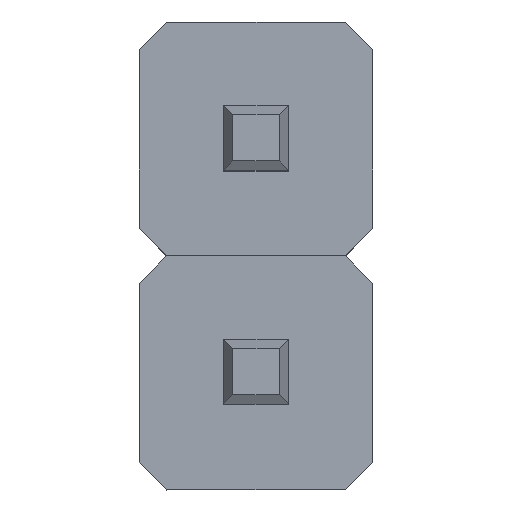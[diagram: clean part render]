
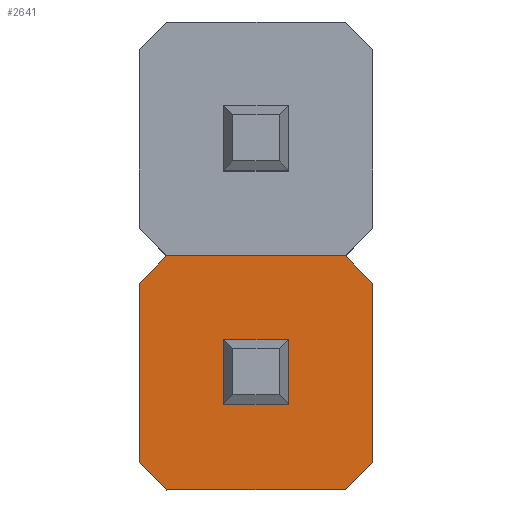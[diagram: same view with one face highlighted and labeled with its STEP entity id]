
A CAD part, top view. The second image highlights one B-rep face of the part: STEP entity #2641.
In plain terms, the highlighted planar face has unit normal (0, 0, 1).
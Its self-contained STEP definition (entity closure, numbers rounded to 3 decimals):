
#40 = DIRECTION ( 'NONE',  ( -0.707, 0.707, 0. ) ) ;
#57 = ORIENTED_EDGE ( 'NONE', *, *, #1672, .T. ) ;
#143 = EDGE_CURVE ( 'NONE', #1941, #3951, #3788, .T. ) ;
#332 = LINE ( 'NONE', #389, #3915 ) ;
#389 = CARTESIAN_POINT ( 'NONE',  ( -1.27, 0.97, 2.5 ) ) ;
#428 = CARTESIAN_POINT ( 'NONE',  ( -0.97, -1.27, 2.5 ) ) ;
#476 = ORIENTED_EDGE ( 'NONE', *, *, #5042, .F. ) ;
#576 = VECTOR ( 'NONE', #3304, 1000. ) ;
#595 = DIRECTION ( 'NONE',  ( -1., 0., 0. ) ) ;
#652 = DIRECTION ( 'NONE',  ( 0., -1., 0. ) ) ;
#731 = EDGE_CURVE ( 'NONE', #5601, #2926, #2551, .T. ) ;
#880 = VERTEX_POINT ( 'NONE', #2559 ) ;
#889 = CARTESIAN_POINT ( 'NONE',  ( -0.35, 0.35, 2.5 ) ) ;
#891 = CARTESIAN_POINT ( 'NONE',  ( 0.97, 1.27, 2.5 ) ) ;
#912 = CARTESIAN_POINT ( 'NONE',  ( 0.35, 0.35, 2.5 ) ) ;
#933 = FACE_OUTER_BOUND ( 'NONE', #4029, .T. ) ;
#992 = CARTESIAN_POINT ( 'NONE',  ( -0.97, 1.27, 2.5 ) ) ;
#1114 = EDGE_CURVE ( 'NONE', #3154, #2367, #3293, .T. ) ;
#1124 = VERTEX_POINT ( 'NONE', #891 ) ;
#1155 = PLANE ( 'NONE',  #4301 ) ;
#1182 = CARTESIAN_POINT ( 'NONE',  ( 0.35, -0.35, 2.5 ) ) ;
#1198 = CARTESIAN_POINT ( 'NONE',  ( -1.27, -0.97, 2.5 ) ) ;
#1322 = CARTESIAN_POINT ( 'NONE',  ( 0., 0., 2.5 ) ) ;
#1372 = LINE ( 'NONE', #1198, #2465 ) ;
#1381 = DIRECTION ( 'NONE',  ( 0., 1., 0. ) ) ;
#1391 = CARTESIAN_POINT ( 'NONE',  ( -0.35, 0.35, 2.5 ) ) ;
#1428 = VECTOR ( 'NONE', #1381, 1000. ) ;
#1484 = ORIENTED_EDGE ( 'NONE', *, *, #1114, .T. ) ;
#1672 = EDGE_CURVE ( 'NONE', #2926, #3154, #3068, .T. ) ;
#1725 = VECTOR ( 'NONE', #3650, 1000. ) ;
#1750 = ORIENTED_EDGE ( 'NONE', *, *, #4619, .T. ) ;
#1760 = EDGE_CURVE ( 'NONE', #3236, #5308, #1903, .T. ) ;
#1772 = DIRECTION ( 'NONE',  ( 1., 0., 0. ) ) ;
#1796 = LINE ( 'NONE', #1391, #576 ) ;
#1903 = LINE ( 'NONE', #4347, #3139 ) ;
#1914 = ORIENTED_EDGE ( 'NONE', *, *, #3137, .T. ) ;
#1941 = VERTEX_POINT ( 'NONE', #1182 ) ;
#2027 = FACE_BOUND ( 'NONE', #5170, .T. ) ;
#2053 = ORIENTED_EDGE ( 'NONE', *, *, #1760, .T. ) ;
#2367 = VERTEX_POINT ( 'NONE', #3490 ) ;
#2465 = VECTOR ( 'NONE', #4888, 1000. ) ;
#2474 = VECTOR ( 'NONE', #40, 1000. ) ;
#2540 = ORIENTED_EDGE ( 'NONE', *, *, #731, .T. ) ;
#2551 = LINE ( 'NONE', #2574, #3060 ) ;
#2556 = VECTOR ( 'NONE', #595, 1000. ) ;
#2559 = CARTESIAN_POINT ( 'NONE',  ( -0.35, 0.35, 2.5 ) ) ;
#2574 = CARTESIAN_POINT ( 'NONE',  ( 0., -1.27, 2.5 ) ) ;
#2637 = CARTESIAN_POINT ( 'NONE',  ( -0.35, -0.35, 2.5 ) ) ;
#2641 = ADVANCED_FACE ( 'NONE', ( #2027, #933 ), #1155, .T. ) ;
#2656 = EDGE_CURVE ( 'NONE', #4688, #3236, #332, .T. ) ;
#2666 = LINE ( 'NONE', #912, #1428 ) ;
#2729 = CARTESIAN_POINT ( 'NONE',  ( 1.27, 0., 2.5 ) ) ;
#2828 = EDGE_CURVE ( 'NONE', #1124, #4688, #4690, .T. ) ;
#2902 = CARTESIAN_POINT ( 'NONE',  ( 0.97, -1.27, 2.5 ) ) ;
#2918 = VERTEX_POINT ( 'NONE', #3270 ) ;
#2926 = VERTEX_POINT ( 'NONE', #3764 ) ;
#2976 = LINE ( 'NONE', #889, #1725 ) ;
#3060 = VECTOR ( 'NONE', #5785, 1000. ) ;
#3068 = LINE ( 'NONE', #2902, #5489 ) ;
#3137 = EDGE_CURVE ( 'NONE', #5308, #5601, #1372, .T. ) ;
#3139 = VECTOR ( 'NONE', #652, 1000. ) ;
#3154 = VERTEX_POINT ( 'NONE', #5796 ) ;
#3169 = ORIENTED_EDGE ( 'NONE', *, *, #5570, .F. ) ;
#3236 = VERTEX_POINT ( 'NONE', #3996 ) ;
#3270 = CARTESIAN_POINT ( 'NONE',  ( 0.35, 0.35, 2.5 ) ) ;
#3291 = CARTESIAN_POINT ( 'NONE',  ( 0.97, 1.27, 2.5 ) ) ;
#3293 = LINE ( 'NONE', #2729, #5725 ) ;
#3304 = DIRECTION ( 'NONE',  ( -1., 0., 0. ) ) ;
#3381 = ORIENTED_EDGE ( 'NONE', *, *, #2656, .T. ) ;
#3476 = VECTOR ( 'NONE', #4146, 1000. ) ;
#3490 = CARTESIAN_POINT ( 'NONE',  ( 1.27, 0.97, 2.5 ) ) ;
#3552 = LINE ( 'NONE', #3291, #2474 ) ;
#3650 = DIRECTION ( 'NONE',  ( 0., -1., 0. ) ) ;
#3764 = CARTESIAN_POINT ( 'NONE',  ( 0.97, -1.27, 2.5 ) ) ;
#3788 = LINE ( 'NONE', #5163, #2556 ) ;
#3915 = VECTOR ( 'NONE', #5447, 1000. ) ;
#3951 = VERTEX_POINT ( 'NONE', #2637 ) ;
#3996 = CARTESIAN_POINT ( 'NONE',  ( -1.27, 0.97, 2.5 ) ) ;
#4029 = EDGE_LOOP ( 'NONE', ( #1914, #2540, #57, #1484, #1750, #5449, #3381, #2053 ) ) ;
#4118 = EDGE_CURVE ( 'NONE', #1941, #2918, #2666, .T. ) ;
#4146 = DIRECTION ( 'NONE',  ( -1., 0., 0. ) ) ;
#4301 = AXIS2_PLACEMENT_3D ( 'NONE', #1322, #4542, #1772 ) ;
#4347 = CARTESIAN_POINT ( 'NONE',  ( -1.27, 0., 2.5 ) ) ;
#4450 = ORIENTED_EDGE ( 'NONE', *, *, #4118, .F. ) ;
#4542 = DIRECTION ( 'NONE',  ( 0., 0., 1. ) ) ;
#4582 = CARTESIAN_POINT ( 'NONE',  ( 0., 1.27, 2.5 ) ) ;
#4619 = EDGE_CURVE ( 'NONE', #2367, #1124, #3552, .T. ) ;
#4688 = VERTEX_POINT ( 'NONE', #992 ) ;
#4690 = LINE ( 'NONE', #4582, #3476 ) ;
#4705 = DIRECTION ( 'NONE',  ( 0.707, 0.707, 0. ) ) ;
#4878 = CARTESIAN_POINT ( 'NONE',  ( -1.27, -0.97, 2.5 ) ) ;
#4888 = DIRECTION ( 'NONE',  ( 0.707, -0.707, 0. ) ) ;
#5042 = EDGE_CURVE ( 'NONE', #2918, #880, #1796, .T. ) ;
#5163 = CARTESIAN_POINT ( 'NONE',  ( 0., -0.35, 2.5 ) ) ;
#5170 = EDGE_LOOP ( 'NONE', ( #4450, #5863, #3169, #476 ) ) ;
#5308 = VERTEX_POINT ( 'NONE', #4878 ) ;
#5447 = DIRECTION ( 'NONE',  ( -0.707, -0.707, 0. ) ) ;
#5449 = ORIENTED_EDGE ( 'NONE', *, *, #2828, .T. ) ;
#5489 = VECTOR ( 'NONE', #4705, 1000. ) ;
#5570 = EDGE_CURVE ( 'NONE', #880, #3951, #2976, .T. ) ;
#5601 = VERTEX_POINT ( 'NONE', #428 ) ;
#5725 = VECTOR ( 'NONE', #5937, 1000. ) ;
#5785 = DIRECTION ( 'NONE',  ( 1., 0., 0. ) ) ;
#5796 = CARTESIAN_POINT ( 'NONE',  ( 1.27, -0.97, 2.5 ) ) ;
#5863 = ORIENTED_EDGE ( 'NONE', *, *, #143, .T. ) ;
#5937 = DIRECTION ( 'NONE',  ( 0., 1., 0. ) ) ;
